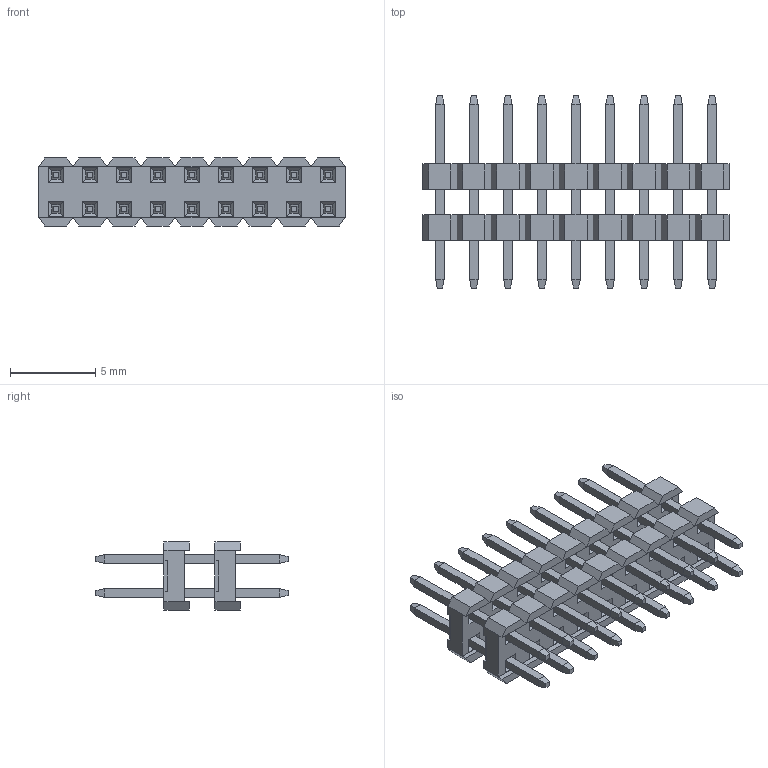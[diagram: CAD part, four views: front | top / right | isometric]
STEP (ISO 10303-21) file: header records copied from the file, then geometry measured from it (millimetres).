
FILE_DESCRIPTION( ('This file contains a STEP AP42 implementation' ,'as created by ZW3D STEP Interface translator.') ,'2;1' );
FILE_NAME( '1215-22XXXXSXXXXXXX(肮砃).stp' ,'23 322.135343', (''), ('ZWCAD Software Co.'), 'Version 1.0', 'ZW3D to STEP translator', '' );
FILE_SCHEMA(('AUTOMOTIVE_DESIGN { 1 0 10303 214 1 1 1 1 }'));
Length unit declared in the file: millimetre
Products named in the file (2): 0; 1215-2220XXS113XXXX(肮砃)
Bounding box: 18 x 11.3 x 4 mm (x, y, z)
Volume: 208.9 mm3; surface area: 926.9 mm2
Topology: 20 solids, 20 shells, 824 faces, 1944 edges, 1176 vertices
Faces by surface type: plane 824
Entity records: 23635 total; most frequent: CARTESIAN_POINT 3945, ORIENTED_EDGE 3888, DIRECTION 3594, VECTOR 1944, LINE 1944, EDGE_CURVE 1944, VERTEX_POINT 1176, EDGE_LOOP 912
